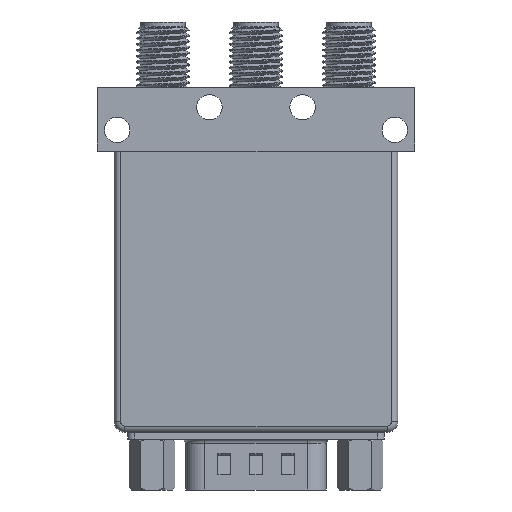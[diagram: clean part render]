
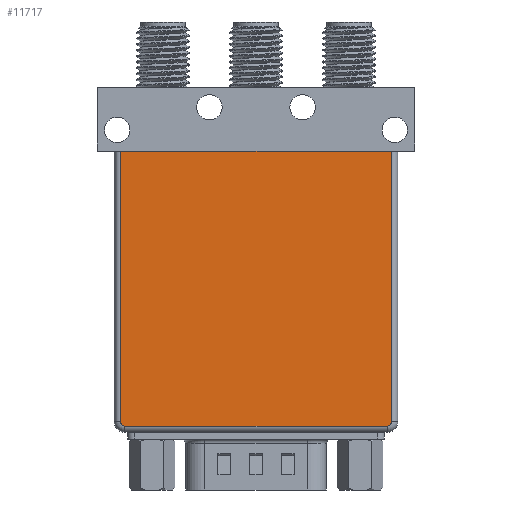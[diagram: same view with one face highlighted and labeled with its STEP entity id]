
A CAD part, front view. The second image highlights one B-rep face of the part: STEP entity #11717.
In plain terms, the highlighted planar face has unit normal (0, -1, 0).
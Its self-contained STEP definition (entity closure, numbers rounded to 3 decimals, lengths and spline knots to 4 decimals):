
#365 = LINE ( 'NONE', #14998, #15329 ) ;
#403 = ORIENTED_EDGE ( 'NONE', *, *, #28959, .T. ) ;
#550 = CARTESIAN_POINT ( 'NONE',  ( 0.64, -0.26, 0.515 ) ) ;
#901 = ORIENTED_EDGE ( 'NONE', *, *, #31681, .T. ) ;
#1497 = PLANE ( 'NONE',  #4832 ) ;
#2522 = DIRECTION ( 'NONE',  ( 0., 0., 1. ) ) ;
#3573 = VERTEX_POINT ( 'NONE', #550 ) ;
#3793 = DIRECTION ( 'NONE',  ( 0., 0., -1. ) ) ;
#4695 = DIRECTION ( 'NONE',  ( 0., 0., -1. ) ) ;
#4808 = CIRCLE ( 'NONE', #15289, 0.02 ) ;
#4832 = AXIS2_PLACEMENT_3D ( 'NONE', #13105, #48351, #28950 ) ;
#6240 = ORIENTED_EDGE ( 'NONE', *, *, #44876, .T. ) ;
#6335 = LINE ( 'NONE', #34030, #37888 ) ;
#9968 = ORIENTED_EDGE ( 'NONE', *, *, #34876, .T. ) ;
#10072 = CARTESIAN_POINT ( 'NONE',  ( -0.62, -0.26, -0.785 ) ) ;
#10951 = EDGE_CURVE ( 'NONE', #31081, #15409, #6335, .T. ) ;
#11717 = ADVANCED_FACE ( 'NONE', ( #47596 ), #1497, .T. ) ;
#12198 = VERTEX_POINT ( 'NONE', #37949 ) ;
#13105 = CARTESIAN_POINT ( 'NONE',  ( 0., -0.26, 0. ) ) ;
#14998 = CARTESIAN_POINT ( 'NONE',  ( 0.62, -0.26, -0.785 ) ) ;
#15246 = DIRECTION ( 'NONE',  ( 1., 0., 0. ) ) ;
#15289 = AXIS2_PLACEMENT_3D ( 'NONE', #30501, #34047, #3793 ) ;
#15329 = VECTOR ( 'NONE', #15246, 39.3701 ) ;
#15409 = VERTEX_POINT ( 'NONE', #40203 ) ;
#17513 = CARTESIAN_POINT ( 'NONE',  ( 0., -0.26, 0.515 ) ) ;
#21086 = ORIENTED_EDGE ( 'NONE', *, *, #10951, .T. ) ;
#21319 = ORIENTED_EDGE ( 'NONE', *, *, #39301, .F. ) ;
#27768 = VERTEX_POINT ( 'NONE', #10072 ) ;
#28238 = CARTESIAN_POINT ( 'NONE',  ( -0.64, -0.26, 0.515 ) ) ;
#28950 = DIRECTION ( 'NONE',  ( 0., 0., -1. ) ) ;
#28959 = EDGE_CURVE ( 'NONE', #40121, #3573, #37277, .T. ) ;
#30501 = CARTESIAN_POINT ( 'NONE',  ( 0.62, -0.26, -0.765 ) ) ;
#31081 = VERTEX_POINT ( 'NONE', #28238 ) ;
#31681 = EDGE_CURVE ( 'NONE', #15409, #27768, #36057, .T. ) ;
#31898 = DIRECTION ( 'NONE',  ( 0., -1., 0. ) ) ;
#34030 = CARTESIAN_POINT ( 'NONE',  ( -0.64, -0.26, -0.765 ) ) ;
#34047 = DIRECTION ( 'NONE',  ( 0., -1., 0. ) ) ;
#34876 = EDGE_CURVE ( 'NONE', #12198, #40121, #4808, .T. ) ;
#35118 = VECTOR ( 'NONE', #2522, 39.3701 ) ;
#35432 = CARTESIAN_POINT ( 'NONE',  ( -0.62, -0.26, -0.765 ) ) ;
#36057 = CIRCLE ( 'NONE', #44899, 0.02 ) ;
#36275 = CARTESIAN_POINT ( 'NONE',  ( 0.64, -0.26, 0.515 ) ) ;
#37277 = LINE ( 'NONE', #36275, #35118 ) ;
#37888 = VECTOR ( 'NONE', #44852, 39.3701 ) ;
#37949 = CARTESIAN_POINT ( 'NONE',  ( 0.62, -0.26, -0.785 ) ) ;
#39301 = EDGE_CURVE ( 'NONE', #31081, #3573, #40440, .T. ) ;
#39338 = VECTOR ( 'NONE', #44458, 39.3701 ) ;
#40121 = VERTEX_POINT ( 'NONE', #49126 ) ;
#40203 = CARTESIAN_POINT ( 'NONE',  ( -0.64, -0.26, -0.765 ) ) ;
#40440 = LINE ( 'NONE', #17513, #39338 ) ;
#44458 = DIRECTION ( 'NONE',  ( 1., 0., 0. ) ) ;
#44852 = DIRECTION ( 'NONE',  ( 0., 0., -1. ) ) ;
#44876 = EDGE_CURVE ( 'NONE', #27768, #12198, #365, .T. ) ;
#44899 = AXIS2_PLACEMENT_3D ( 'NONE', #35432, #31898, #4695 ) ;
#47596 = FACE_OUTER_BOUND ( 'NONE', #48113, .T. ) ;
#48113 = EDGE_LOOP ( 'NONE', ( #21319, #21086, #901, #6240, #9968, #403 ) ) ;
#48351 = DIRECTION ( 'NONE',  ( 0., -1., 0. ) ) ;
#49126 = CARTESIAN_POINT ( 'NONE',  ( 0.64, -0.26, -0.765 ) ) ;
